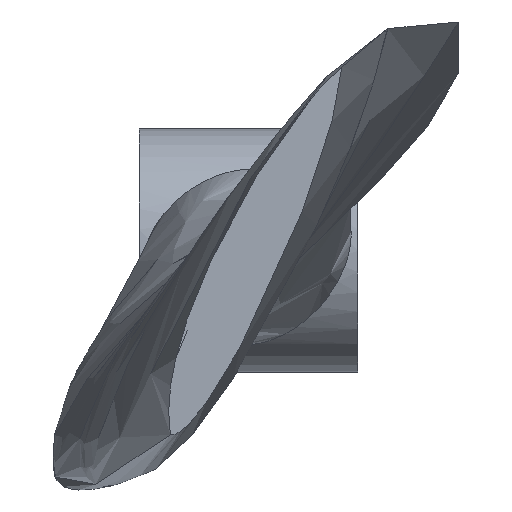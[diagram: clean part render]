
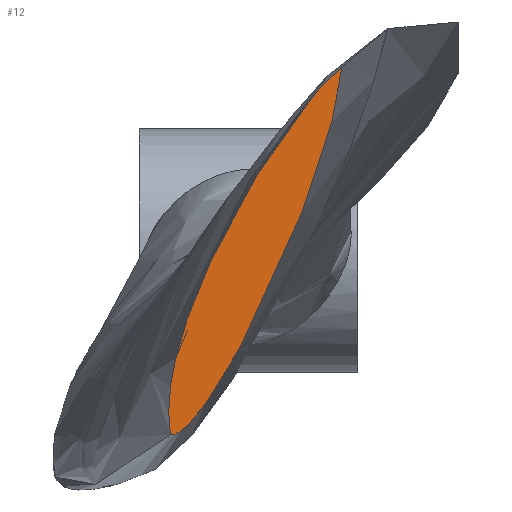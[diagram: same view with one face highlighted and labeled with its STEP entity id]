
A CAD part, left-side view. The second image highlights one B-rep face of the part: STEP entity #12.
In plain terms, the highlighted planar face has unit normal (-1, 0, 0).
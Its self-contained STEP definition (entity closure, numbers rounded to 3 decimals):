
#1 = CARTESIAN_POINT ( 'NONE',  ( -139.615, -2.993, 7.178 ) ) ;
#12 = ADVANCED_FACE ( 'NONE', ( #999 ), #285, .F. ) ;
#52 = CARTESIAN_POINT ( 'NONE',  ( -139.615, 1.306, 0.909 ) ) ;
#66 = CARTESIAN_POINT ( 'NONE',  ( -139.615, -3.374, 6.711 ) ) ;
#84 = CARTESIAN_POINT ( 'NONE',  ( -139.615, 1.368, -5.16 ) ) ;
#98 = CARTESIAN_POINT ( 'NONE',  ( -139.615, 2.448, -6.783 ) ) ;
#161 = CARTESIAN_POINT ( 'NONE',  ( -139.615, 3.676, -7.735 ) ) ;
#167 = CARTESIAN_POINT ( 'NONE',  ( -139.615, -3.455, 7.322 ) ) ;
#184 = CARTESIAN_POINT ( 'NONE',  ( -139.615, 3.723, -7.45 ) ) ;
#187 = CARTESIAN_POINT ( 'NONE',  ( -139.615, -3.152, 5.668 ) ) ;
#218 = VERTEX_POINT ( 'NONE', #161 ) ;
#227 = CARTESIAN_POINT ( 'NONE',  ( -139.615, 3.574, -7.744 ) ) ;
#238 = AXIS2_PLACEMENT_3D ( 'NONE', #570, #1187, #1172 ) ;
#257 = CARTESIAN_POINT ( 'NONE',  ( -139.615, 2.856, -2.557 ) ) ;
#285 = PLANE ( 'NONE',  #238 ) ;
#289 = CARTESIAN_POINT ( 'NONE',  ( -139.615, 0.063, 3.094 ) ) ;
#305 = CARTESIAN_POINT ( 'NONE',  ( -139.615, -1.222, 5.029 ) ) ;
#327 = EDGE_CURVE ( 'NONE', #218, #739, #340, .T. ) ;
#340 = B_SPLINE_CURVE_WITH_KNOTS ( 'NONE', 3,
 ( #787, #184, #897, #1298, #765, #1165, #257, #563, #969, #52, #461, #289, #523, #305, #1012, #827, #1, #518, #499 ),
 .UNSPECIFIED., .F., .F.,
 ( 4, 1, 1, 1, 1, 1, 1, 1, 1, 1, 1, 1, 1, 1, 1, 1, 4 ),
 ( 0., 0.063, 0.125, 0.188, 0.25, 0.313, 0.375, 0.438, 0.5, 0.563, 0.625, 0.688, 0.75, 0.813, 0.875, 0.938, 1. ),
 .UNSPECIFIED. ) ;
#392 = CARTESIAN_POINT ( 'NONE',  ( -139.615, -0.392, -1.832 ) ) ;
#461 = CARTESIAN_POINT ( 'NONE',  ( -139.615, 0.697, 2.025 ) ) ;
#475 = CARTESIAN_POINT ( 'NONE',  ( -139.615, -2.002, 2.037 ) ) ;
#490 = CARTESIAN_POINT ( 'NONE',  ( -139.615, -1.331, 0.315 ) ) ;
#499 = CARTESIAN_POINT ( 'NONE',  ( -139.615, -3.476, 7.602 ) ) ;
#518 = CARTESIAN_POINT ( 'NONE',  ( -139.615, -3.323, 7.478 ) ) ;
#523 = CARTESIAN_POINT ( 'NONE',  ( -139.615, -0.581, 4.101 ) ) ;
#525 = EDGE_LOOP ( 'NONE', ( #850, #1225 ) ) ;
#563 = CARTESIAN_POINT ( 'NONE',  ( -139.615, 2.4, -1.398 ) ) ;
#570 = CARTESIAN_POINT ( 'NONE',  ( -139.615, -0.382, -1.796 ) ) ;
#577 = CARTESIAN_POINT ( 'NONE',  ( -139.615, -3.476, 7.602 ) ) ;
#594 = CARTESIAN_POINT ( 'NONE',  ( -139.615, 0.596, -3.798 ) ) ;
#595 = B_SPLINE_CURVE_WITH_KNOTS ( 'NONE', 3,
 ( #577, #167, #66, #187, #1296, #1002, #475, #490, #392, #594, #84, #1233, #98, #1133, #927, #227, #1216 ),
 .UNSPECIFIED., .F., .F.,
 ( 4, 1, 1, 1, 1, 1, 1, 1, 1, 1, 1, 1, 1, 1, 4 ),
 ( 0., 0.063, 0.125, 0.188, 0.25, 0.313, 0.375, 0.5, 0.625, 0.688, 0.75, 0.813, 0.875, 0.938, 1. ),
 .UNSPECIFIED. ) ;
#662 = EDGE_CURVE ( 'NONE', #739, #218, #595, .T. ) ;
#739 = VERTEX_POINT ( 'NONE', #1318 ) ;
#765 = CARTESIAN_POINT ( 'NONE',  ( -139.615, 3.522, -4.803 ) ) ;
#787 = CARTESIAN_POINT ( 'NONE',  ( -139.615, 3.676, -7.735 ) ) ;
#827 = CARTESIAN_POINT ( 'NONE',  ( -139.615, -2.442, 6.584 ) ) ;
#850 = ORIENTED_EDGE ( 'NONE', *, *, #662, .F. ) ;
#897 = CARTESIAN_POINT ( 'NONE',  ( -139.615, 3.768, -6.846 ) ) ;
#927 = CARTESIAN_POINT ( 'NONE',  ( -139.615, 3.343, -7.673 ) ) ;
#969 = CARTESIAN_POINT ( 'NONE',  ( -139.615, 1.879, -0.238 ) ) ;
#999 = FACE_OUTER_BOUND ( 'NONE', #525, .T. ) ;
#1002 = CARTESIAN_POINT ( 'NONE',  ( -139.615, -2.454, 3.305 ) ) ;
#1012 = CARTESIAN_POINT ( 'NONE',  ( -139.615, -1.847, 5.862 ) ) ;
#1133 = CARTESIAN_POINT ( 'NONE',  ( -139.615, 2.925, -7.332 ) ) ;
#1165 = CARTESIAN_POINT ( 'NONE',  ( -139.615, 3.235, -3.697 ) ) ;
#1172 = DIRECTION ( 'NONE',  ( 0., 0., 1. ) ) ;
#1187 = DIRECTION ( 'NONE',  ( 1., 0., 0. ) ) ;
#1216 = CARTESIAN_POINT ( 'NONE',  ( -139.615, 3.676, -7.735 ) ) ;
#1225 = ORIENTED_EDGE ( 'NONE', *, *, #327, .F. ) ;
#1233 = CARTESIAN_POINT ( 'NONE',  ( -139.615, 1.925, -6.05 ) ) ;
#1296 = CARTESIAN_POINT ( 'NONE',  ( -139.615, -2.841, 4.524 ) ) ;
#1298 = CARTESIAN_POINT ( 'NONE',  ( -139.615, 3.704, -5.858 ) ) ;
#1318 = CARTESIAN_POINT ( 'NONE',  ( -139.615, -3.476, 7.602 ) ) ;
